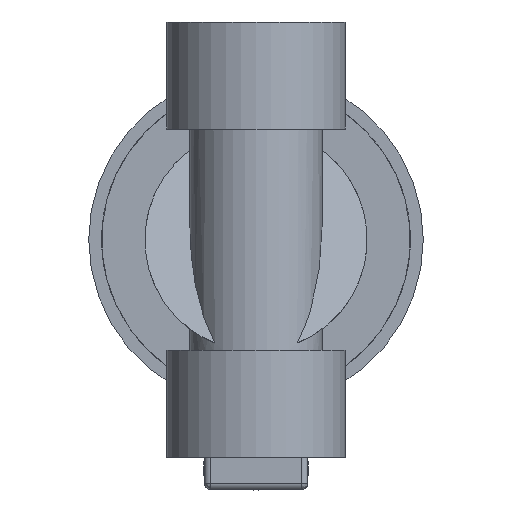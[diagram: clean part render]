
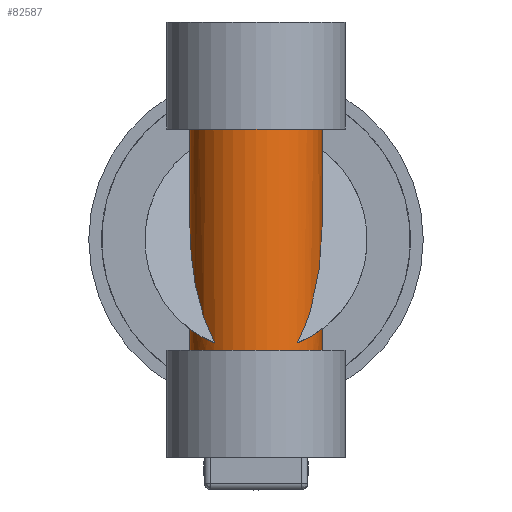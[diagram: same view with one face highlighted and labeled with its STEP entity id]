
A CAD part, front view. The second image highlights one B-rep face of the part: STEP entity #82587.
In plain terms, the highlighted cylindrical face has radius 16.32 mm (diameter 32.639 mm), a partial arc.
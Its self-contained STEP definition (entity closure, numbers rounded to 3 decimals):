
#2908 = CARTESIAN_POINT ( 'NONE',  ( -16.319, 0., -27.305 ) ) ;
#3337 = AXIS2_PLACEMENT_3D ( 'NONE', #56908, #12115, #64455 ) ;
#3401 = ORIENTED_EDGE ( 'NONE', *, *, #14716, .T. ) ;
#5125 = ORIENTED_EDGE ( 'NONE', *, *, #29612, .F. ) ;
#6703 = CARTESIAN_POINT ( 'NONE',  ( -15.744, -4.339, -22.465 ) ) ;
#7449 = CARTESIAN_POINT ( 'NONE',  ( 15.748, -4.325, -22.462 ) ) ;
#7516 = DIRECTION ( 'NONE',  ( 1., 0., 0. ) ) ;
#7757 = CARTESIAN_POINT ( 'NONE',  ( -16.319, 0., -27.305 ) ) ;
#10281 = LINE ( 'NONE', #93815, #85254 ) ;
#10296 = CARTESIAN_POINT ( 'NONE',  ( -16.319, 0., 3.786 ) ) ;
#11463 = CARTESIAN_POINT ( 'NONE',  ( 16.32, -5.054, -7.805 ) ) ;
#12115 = DIRECTION ( 'NONE',  ( 0., 0., 1. ) ) ;
#13497 = VERTEX_POINT ( 'NONE', #23944 ) ;
#13535 = DIRECTION ( 'NONE',  ( 0., 0., 1. ) ) ;
#13633 = ORIENTED_EDGE ( 'NONE', *, *, #77851, .T. ) ;
#13884 = ORIENTED_EDGE ( 'NONE', *, *, #85284, .T. ) ;
#14195 = CARTESIAN_POINT ( 'NONE',  ( -16.319, -1.274, -22.05 ) ) ;
#14716 = EDGE_CURVE ( 'NONE', #40137, #82744, #10281, .T. ) ;
#14934 = CARTESIAN_POINT ( 'NONE',  ( 15.155, -6.085, -22.867 ) ) ;
#15251 = DIRECTION ( 'NONE',  ( 0., 0., 1. ) ) ;
#16322 = CYLINDRICAL_SURFACE ( 'NONE', #70250, 16.319 ) ;
#18871 = EDGE_CURVE ( 'NONE', #41538, #19931, #26904, .T. ) ;
#18952 = CARTESIAN_POINT ( 'NONE',  ( 10.175, -12.759, -25.475 ) ) ;
#19931 = VERTEX_POINT ( 'NONE', #22305 ) ;
#20018 = EDGE_CURVE ( 'NONE', #45579, #95510, #95323, .T. ) ;
#22187 = CARTESIAN_POINT ( 'NONE',  ( 0., 0., -27.305 ) ) ;
#22216 = VECTOR ( 'NONE', #70175, 1000. ) ;
#22305 = CARTESIAN_POINT ( 'NONE',  ( -16.319, 0., 3.786 ) ) ;
#22441 = CARTESIAN_POINT ( 'NONE',  ( 14.385, -7.732, -23.36 ) ) ;
#22572 =( BOUNDED_CURVE ( )  B_SPLINE_CURVE ( 3, ( #56246, #11463, #63765, #18952 ),
 .UNSPECIFIED., .F., .T. ) 
 B_SPLINE_CURVE_WITH_KNOTS ( ( 4, 4 ),
 ( 1.571, 2.468 ),
 .UNSPECIFIED. ) 
 CURVE ( )  GEOMETRIC_REPRESENTATION_ITEM ( )  RATIONAL_B_SPLINE_CURVE ( ( 1., 0.934, 0.934, 1. ) ) 
 REPRESENTATION_ITEM ( '' )  );
#23944 = CARTESIAN_POINT ( 'NONE',  ( 16.319, 0., 3.786 ) ) ;
#25629 = CARTESIAN_POINT ( 'NONE',  ( 16.319, 0., -27.305 ) ) ;
#25999 = VERTEX_POINT ( 'NONE', #27565 ) ;
#26904 =( BOUNDED_CURVE ( )  B_SPLINE_CURVE ( 3, ( #55078, #40040, #84956, #10296 ),
 .UNSPECIFIED., .F., .F. ) 
 B_SPLINE_CURVE_WITH_KNOTS ( ( 4, 4 ),
 ( 3.815, 4.712 ),
 .UNSPECIFIED. ) 
 CURVE ( )  GEOMETRIC_REPRESENTATION_ITEM ( )  RATIONAL_B_SPLINE_CURVE ( ( 1., 0.934, 0.934, 1. ) ) 
 REPRESENTATION_ITEM ( '' )  );
#27565 = CARTESIAN_POINT ( 'NONE',  ( 10.175, -12.759, -25.475 ) ) ;
#28082 = EDGE_CURVE ( 'NONE', #13497, #95510, #79646, .T. ) ;
#28923 = CARTESIAN_POINT ( 'NONE',  ( -13.09, -9.764, -24.111 ) ) ;
#29122 = AXIS2_PLACEMENT_3D ( 'NONE', #58357, #13535, #65924 ) ;
#29289 = ORIENTED_EDGE ( 'NONE', *, *, #96745, .F. ) ;
#29612 = EDGE_CURVE ( 'NONE', #13497, #25999, #22572, .T. ) ;
#29998 = CARTESIAN_POINT ( 'NONE',  ( 13.44, -9.277, -23.917 ) ) ;
#30165 = CARTESIAN_POINT ( 'NONE',  ( -16.319, 0., 27.305 ) ) ;
#31023 = LINE ( 'NONE', #41815, #70836 ) ;
#32284 = CARTESIAN_POINT ( 'NONE',  ( 16.319, 0., 27.305 ) ) ;
#36450 = CARTESIAN_POINT ( 'NONE',  ( -14.089, -8.258, -23.541 ) ) ;
#37192 = CARTESIAN_POINT ( 'NONE',  ( 16.319, 0., -22.05 ) ) ;
#37521 = CARTESIAN_POINT ( 'NONE',  ( 11.963, -11.164, -24.7 ) ) ;
#40040 = CARTESIAN_POINT ( 'NONE',  ( -14.126, -9.608, -18.248 ) ) ;
#40137 = VERTEX_POINT ( 'NONE', #73437 ) ;
#41538 = VERTEX_POINT ( 'NONE', #62667 ) ;
#41815 = CARTESIAN_POINT ( 'NONE',  ( -16.319, 0., -27.305 ) ) ;
#43962 = CARTESIAN_POINT ( 'NONE',  ( -14.914, -6.654, -23.026 ) ) ;
#44191 = CARTESIAN_POINT ( 'NONE',  ( -16.319, 0., -22.05 ) ) ;
#44472 = DIRECTION ( 'NONE',  ( 0., 0., 1. ) ) ;
#45040 = CARTESIAN_POINT ( 'NONE',  ( 10.175, -12.759, -25.475 ) ) ;
#45579 = VERTEX_POINT ( 'NONE', #30165 ) ;
#47402 = EDGE_LOOP ( 'NONE', ( #62277, #49603, #29289, #55972, #13884, #95887, #13633, #3401, #70693, #5125 ) ) ;
#48997 = DIRECTION ( 'NONE',  ( 0., 0., 1. ) ) ;
#49603 = ORIENTED_EDGE ( 'NONE', *, *, #20018, .F. ) ;
#51146 = CARTESIAN_POINT ( 'NONE',  ( -11.117, -12.008, -25.099 ) ) ;
#51468 = CARTESIAN_POINT ( 'NONE',  ( -15.566, -4.941, -22.59 ) ) ;
#52200 = CARTESIAN_POINT ( 'NONE',  ( 16.173, -2.512, -22.16 ) ) ;
#52397 = VERTEX_POINT ( 'NONE', #44191 ) ;
#52701 = VERTEX_POINT ( 'NONE', #2908 ) ;
#53202 = EDGE_CURVE ( 'NONE', #82744, #25999, #77132, .T. ) ;
#55078 = CARTESIAN_POINT ( 'NONE',  ( -10.175, -12.759, -25.475 ) ) ;
#55859 = CIRCLE ( 'NONE', #29122, 16.319 ) ;
#55972 = ORIENTED_EDGE ( 'NONE', *, *, #18871, .F. ) ;
#56246 = CARTESIAN_POINT ( 'NONE',  ( 16.319, 0., 3.786 ) ) ;
#56908 = CARTESIAN_POINT ( 'NONE',  ( 0., 0., 27.305 ) ) ;
#57727 = LINE ( 'NONE', #7757, #75339 ) ;
#58357 = CARTESIAN_POINT ( 'NONE',  ( 0., 0., -27.305 ) ) ;
#59017 = CARTESIAN_POINT ( 'NONE',  ( -16.172, -2.517, -22.161 ) ) ;
#59765 = CARTESIAN_POINT ( 'NONE',  ( 15.571, -4.925, -22.586 ) ) ;
#62277 = ORIENTED_EDGE ( 'NONE', *, *, #28082, .T. ) ;
#62667 = CARTESIAN_POINT ( 'NONE',  ( -10.175, -12.759, -25.475 ) ) ;
#62882 = EDGE_CURVE ( 'NONE', #52701, #52397, #57727, .T. ) ;
#63765 = CARTESIAN_POINT ( 'NONE',  ( 14.126, -9.608, -18.248 ) ) ;
#64455 = DIRECTION ( 'NONE',  ( 1., 0., 0. ) ) ;
#65529 = FACE_OUTER_BOUND ( 'NONE', #47402, .T. ) ;
#65924 = DIRECTION ( 'NONE',  ( 1., 0., 0. ) ) ;
#66588 = CARTESIAN_POINT ( 'NONE',  ( -16.319, 0., -22.05 ) ) ;
#67316 = CARTESIAN_POINT ( 'NONE',  ( 14.918, -6.645, -23.023 ) ) ;
#70175 = DIRECTION ( 'NONE',  ( 0., 0., 1. ) ) ;
#70250 = AXIS2_PLACEMENT_3D ( 'NONE', #22187, #44472, #7516 ) ;
#70693 = ORIENTED_EDGE ( 'NONE', *, *, #53202, .T. ) ;
#70836 = VECTOR ( 'NONE', #48997, 1000. ) ;
#73437 = CARTESIAN_POINT ( 'NONE',  ( 16.319, 0., -27.305 ) ) ;
#73795 = CARTESIAN_POINT ( 'NONE',  ( -11.961, -11.167, -24.702 ) ) ;
#74881 = CARTESIAN_POINT ( 'NONE',  ( 14.089, -8.258, -23.54 ) ) ;
#75339 = VECTOR ( 'NONE', #15251, 1000. ) ;
#77132 = B_SPLINE_CURVE_WITH_KNOTS ( 'NONE', 3,
 ( #37192, #82084, #52200, #7449, #59765, #14934, #67316, #22441, #74881, #29998, #82398, #37521, #89956, #45040 ),
 .UNSPECIFIED., .F., .F.,
 ( 4, 2, 2, 2, 2, 2, 4 ),
 ( 0., 0.004, 0.006, 0.008, 0.009, 0.011, 0.015 ),
 .UNSPECIFIED. ) ;
#77851 = EDGE_CURVE ( 'NONE', #52701, #40137, #55859, .T. ) ;
#79040 = DIRECTION ( 'NONE',  ( 0., 0., 1. ) ) ;
#79646 = LINE ( 'NONE', #25629, #22216 ) ;
#81335 = CARTESIAN_POINT ( 'NONE',  ( -13.443, -9.271, -23.915 ) ) ;
#82084 = CARTESIAN_POINT ( 'NONE',  ( 16.32, -1.273, -22.05 ) ) ;
#82398 = CARTESIAN_POINT ( 'NONE',  ( 13.087, -9.767, -24.112 ) ) ;
#82587 = ADVANCED_FACE ( 'NONE', ( #65529 ), #16322, .T. ) ;
#82744 = VERTEX_POINT ( 'NONE', #90983 ) ;
#84956 = CARTESIAN_POINT ( 'NONE',  ( -16.319, -5.054, -7.805 ) ) ;
#85254 = VECTOR ( 'NONE', #79040, 1000. ) ;
#85284 = EDGE_CURVE ( 'NONE', #41538, #52397, #86039, .T. ) ;
#86039 = B_SPLINE_CURVE_WITH_KNOTS ( 'NONE', 3,
 ( #88560, #51146, #73795, #28923, #81335, #36450, #88884, #43962, #96465, #51468, #6703, #59017, #14195, #66588 ),
 .UNSPECIFIED., .F., .F.,
 ( 4, 2, 2, 2, 2, 2, 4 ),
 ( 0.037, 0.041, 0.043, 0.045, 0.047, 0.049, 0.052 ),
 .UNSPECIFIED. ) ;
#88560 = CARTESIAN_POINT ( 'NONE',  ( -10.175, -12.759, -25.475 ) ) ;
#88884 = CARTESIAN_POINT ( 'NONE',  ( -14.383, -7.735, -23.361 ) ) ;
#89956 = CARTESIAN_POINT ( 'NONE',  ( 11.12, -12.005, -25.098 ) ) ;
#90983 = CARTESIAN_POINT ( 'NONE',  ( 16.319, 0., -22.05 ) ) ;
#93815 = CARTESIAN_POINT ( 'NONE',  ( 16.319, 0., -27.305 ) ) ;
#95323 = CIRCLE ( 'NONE', #3337, 16.319 ) ;
#95510 = VERTEX_POINT ( 'NONE', #32284 ) ;
#95887 = ORIENTED_EDGE ( 'NONE', *, *, #62882, .F. ) ;
#96465 = CARTESIAN_POINT ( 'NONE',  ( -15.151, -6.096, -22.87 ) ) ;
#96745 = EDGE_CURVE ( 'NONE', #19931, #45579, #31023, .T. ) ;
